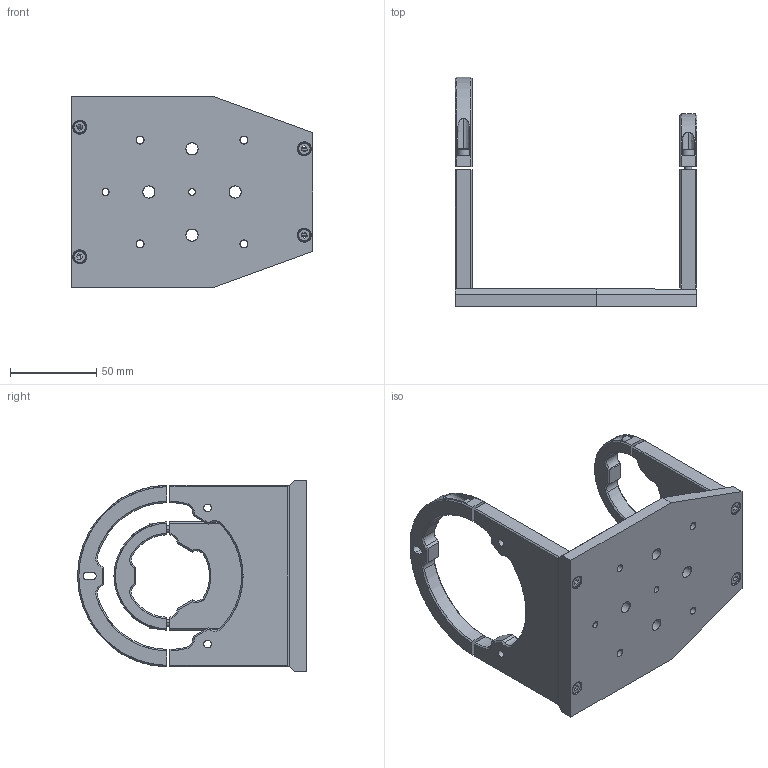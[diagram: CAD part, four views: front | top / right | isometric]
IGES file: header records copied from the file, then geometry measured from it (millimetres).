
Start section: SolidWorks IGES file using analytic representation for surfaces
Global section: file name: DP18893-A_CMHO048.igs; native system: SolidWorks 2021; preprocessor: SolidWorks 2021; author: lrizzotto; date: 211112.115850; units: millimetre
Bounding box: 140 x 132.5 x 111 mm (x, y, z)
Surface area: 66782.5 mm2 (no closed solid volume)
Topology: 0 solids, 0 shells, 319 faces, 4324 edges, 4324 vertices
Faces by surface type: bspline 177, revolution 142
